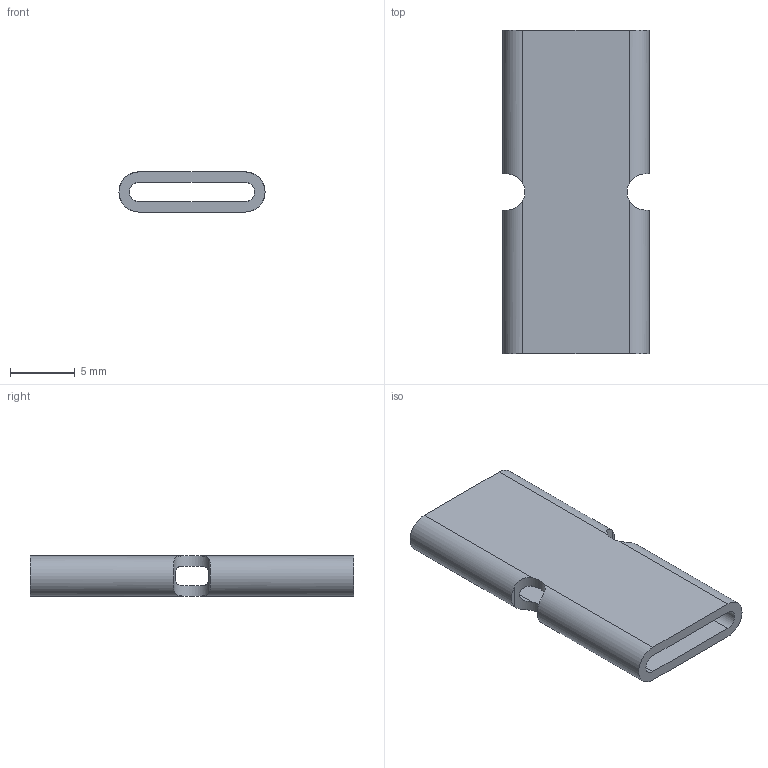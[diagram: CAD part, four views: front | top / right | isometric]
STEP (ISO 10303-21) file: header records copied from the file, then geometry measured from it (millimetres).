
FILE_DESCRIPTION(('CATIA V5R20 STEP214'),'2;1');
FILE_NAME ('D1458560_0_1886531687_1886531687.stp','2014-04-03T09:07:57+00:00',('none'),('Weidmueller'),'CATIA Version 5 Release 20 SP 5 (IN-10)','CATIA V5 STEP AP214','none');
FILE_SCHEMA(('AUTOMOTIVE_DESIGN { 1 0 10303 214 1 1 1 1 }'));
Length unit declared in the file: millimetre
Products named in the file (1): CLI M 2-25
Bounding box: 11.3 x 25 x 3.1 mm (x, y, z)
Volume: 457.8 mm3; surface area: 1200.2 mm2
Topology: 1 solids, 1 shells, 20 faces, 64 edges, 44 vertices
Faces by surface type: plane 10, cylinder 10
Entity records: 777 total; most frequent: CARTESIAN_POINT 219, ORIENTED_EDGE 128, DIRECTION 80, EDGE_CURVE 64, VERTEX_POINT 44, AXIS2_PLACEMENT_3D 39, VECTOR 28, LINE 28
